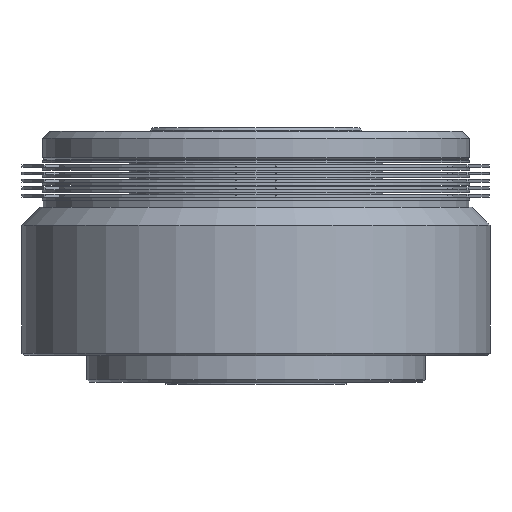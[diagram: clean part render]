
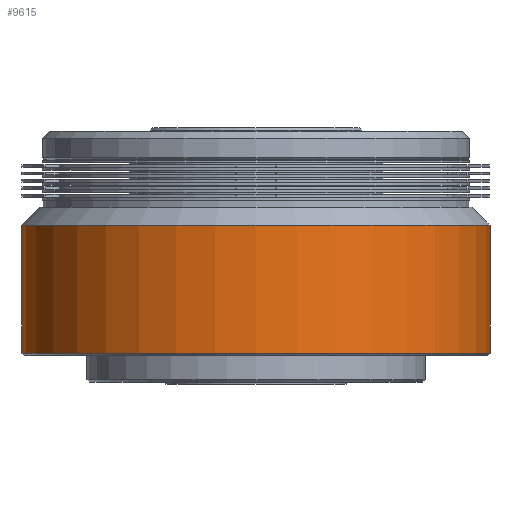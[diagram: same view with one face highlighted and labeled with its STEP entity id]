
A CAD part, front view. The second image highlights one B-rep face of the part: STEP entity #9615.
In plain terms, the highlighted cylindrical face has radius 97.5 mm (diameter 195 mm), a partial arc.
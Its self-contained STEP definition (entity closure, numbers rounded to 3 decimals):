
#2000 = EDGE_CURVE ( 'NONE', #2304, #2094, #3155, .T. ) ;
#2086 = VERTEX_POINT ( 'NONE', #3272 ) ;
#2089 = EDGE_CURVE ( 'NONE', #2086, #2091, #3271, .T. ) ;
#2091 = VERTEX_POINT ( 'NONE', #3267 ) ;
#2094 = VERTEX_POINT ( 'NONE', #3261 ) ;
#2304 = VERTEX_POINT ( 'NONE', #3455 ) ;
#3119 = DIRECTION ( 'NONE',  ( 0., 0., -1. ) ) ;
#3120 = VECTOR ( 'NONE', #3119, 1000. ) ;
#3121 = CARTESIAN_POINT ( 'NONE',  ( -97.5, 0., 72.8 ) ) ;
#3155 = LINE ( 'NONE', #3121, #3120 ) ;
#3261 = CARTESIAN_POINT ( 'NONE',  ( -97.5, 0., 12. ) ) ;
#3267 = CARTESIAN_POINT ( 'NONE',  ( 97.5, 0., 12. ) ) ;
#3268 = DIRECTION ( 'NONE',  ( 0., 0., -1. ) ) ;
#3269 = VECTOR ( 'NONE', #3268, 1000. ) ;
#3270 = CARTESIAN_POINT ( 'NONE',  ( 97.5, 0., 72.8 ) ) ;
#3271 = LINE ( 'NONE', #3270, #3269 ) ;
#3272 = CARTESIAN_POINT ( 'NONE',  ( 97.5, 0., 65.3 ) ) ;
#3455 = CARTESIAN_POINT ( 'NONE',  ( -97.5, 0., 65.3 ) ) ;
#4541 = DIRECTION ( 'NONE',  ( -1., 0., 0. ) ) ;
#4542 = DIRECTION ( 'NONE',  ( 0., 0., -1. ) ) ;
#4543 = AXIS2_PLACEMENT_3D ( 'NONE', #4546, #4542, #4541 ) ;
#4546 = CARTESIAN_POINT ( 'NONE',  ( 0., 0., 72.8 ) ) ;
#4547 = CYLINDRICAL_SURFACE ( 'NONE', #4543, 97.5 ) ;
#4548 = FACE_OUTER_BOUND ( 'NONE', #9655, .T. ) ;
#9599 = ORIENTED_EDGE ( 'NONE', *, *, #2089, .F. ) ;
#9600 = ORIENTED_EDGE ( 'NONE', *, *, #14048, .T. ) ;
#9615 = ADVANCED_FACE ( 'NONE', ( #4548 ), #4547, .T. ) ;
#9640 = ORIENTED_EDGE ( 'NONE', *, *, #2000, .T. ) ;
#9641 = ORIENTED_EDGE ( 'NONE', *, *, #14057, .T. ) ;
#9655 = EDGE_LOOP ( 'NONE', ( #9599, #9600, #9640, #9641 ) ) ;
#14048 = EDGE_CURVE ( 'NONE', #2086, #2304, #15211, .T. ) ;
#14057 = EDGE_CURVE ( 'NONE', #2094, #2091, #15150, .T. ) ;
#15093 = DIRECTION ( 'NONE',  ( 1., 0., 0. ) ) ;
#15117 = DIRECTION ( 'NONE',  ( -1., 0., 0. ) ) ;
#15118 = DIRECTION ( 'NONE',  ( 0., 0., 1. ) ) ;
#15148 = CARTESIAN_POINT ( 'NONE',  ( 0., 0., 12. ) ) ;
#15149 = AXIS2_PLACEMENT_3D ( 'NONE', #15148, #15118, #15117 ) ;
#15150 = CIRCLE ( 'NONE', #15149, 97.5 ) ;
#15211 = CIRCLE ( 'NONE', #15214, 97.5 ) ;
#15212 = DIRECTION ( 'NONE',  ( 0., 0., -1. ) ) ;
#15213 = CARTESIAN_POINT ( 'NONE',  ( 0., 0., 65.3 ) ) ;
#15214 = AXIS2_PLACEMENT_3D ( 'NONE', #15213, #15212, #15093 ) ;
